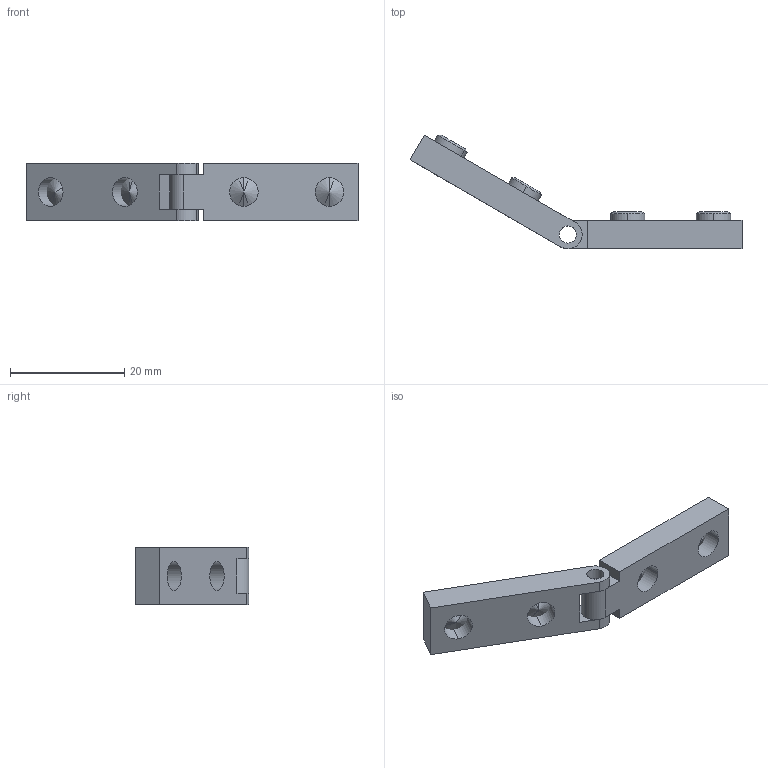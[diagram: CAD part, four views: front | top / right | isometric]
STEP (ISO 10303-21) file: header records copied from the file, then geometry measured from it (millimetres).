
FILE_DESCRIPTION (( 'STEP AP203' ), '1' );
FILE_NAME ('084.307.011.STEP', '2013-01-25T10:56:02', ( 'Alusic' ), ( 'Alusic' ), 'SwSTEP 2.0', 'SolidWorks 2011', '' );
FILE_SCHEMA (( 'CONFIG_CONTROL_DESIGN' ));
Length unit declared in the file: millimetre
Products named in the file (4): 084.307.011; socket set screw cone point_iso_ISO 4027 - M6 x 5-C; 084.307.011a; 084.307.011b
Assembly tree (6 placements, depth 2):
  084.307.011
    084.307.011a
    socket set screw cone point_iso_ISO 4027 - M6 x 5-C  x4
    084.307.011b
Bounding box: 58.16 x 19.93 x 10 mm (x, y, z)
Volume: 2876 mm3; surface area: 2846.3 mm2
Topology: 6 solids, 6 shells, 93 faces, 227 edges, 142 vertices
Faces by surface type: plane 49, cylinder 28, cone 16
Entity records: 2083 total; most frequent: DIRECTION 295, CARTESIAN_POINT 274, ORIENTED_EDGE 258, EDGE_CURVE 129, AXIS2_PLACEMENT_3D 106, VERTEX_POINT 85, VECTOR 83, LINE 83
